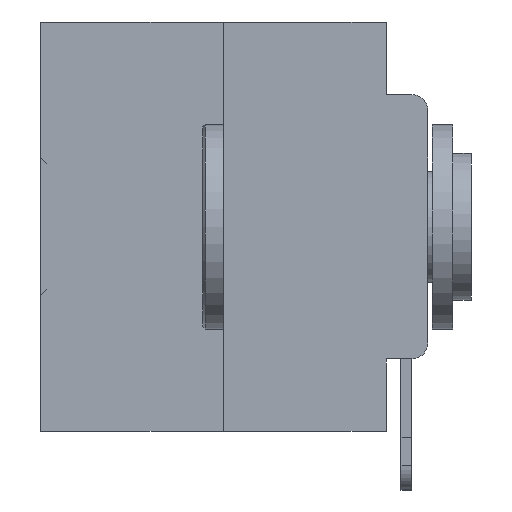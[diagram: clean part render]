
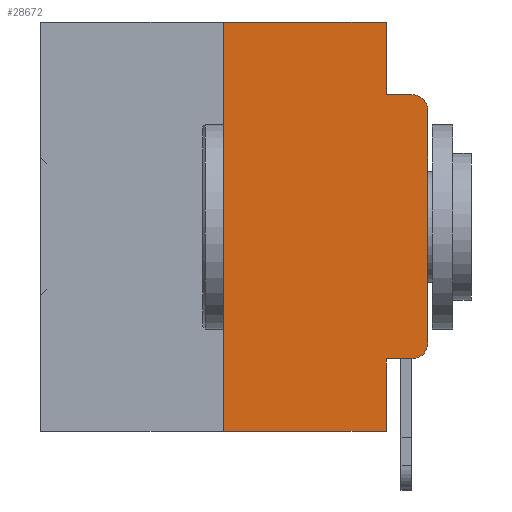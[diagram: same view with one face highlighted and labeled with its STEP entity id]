
A CAD part, left-side view. The second image highlights one B-rep face of the part: STEP entity #28672.
In plain terms, the highlighted planar face has unit normal (-1, 0, 0).
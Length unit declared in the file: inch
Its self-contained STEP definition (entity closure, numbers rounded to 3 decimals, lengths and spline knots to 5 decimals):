
#11 = CARTESIAN_POINT ( 'NONE',  ( 0., 0.051, 0. ) ) ;
#222 = LINE ( 'NONE', #21389, #35829 ) ;
#394 = CARTESIAN_POINT ( 'NONE',  ( 0., 0.25, 0. ) ) ;
#1799 = DIRECTION ( 'NONE',  ( 0., -1., 0. ) ) ;
#2220 = LINE ( 'NONE', #21069, #31366 ) ;
#2333 = LINE ( 'NONE', #32828, #30613 ) ;
#2472 = EDGE_CURVE ( 'NONE', #5932, #21716, #222, .T. ) ;
#4093 = CARTESIAN_POINT ( 'NONE',  ( 0., 0.051, -0.4115 ) ) ;
#4336 = EDGE_CURVE ( 'NONE', #35683, #31046, #2333, .T. ) ;
#4682 = VECTOR ( 'NONE', #19548, 39.37008 ) ;
#4764 = DIRECTION ( 'NONE',  ( 0., -1., 0. ) ) ;
#5932 = VERTEX_POINT ( 'NONE', #394 ) ;
#6172 = VECTOR ( 'NONE', #1799, 39.37008 ) ;
#6399 = DIRECTION ( 'NONE',  ( -1., 0., 0. ) ) ;
#6882 = CARTESIAN_POINT ( 'NONE',  ( 0., 0.051, -0.5 ) ) ;
#6969 = VECTOR ( 'NONE', #33528, 39.37008 ) ;
#7313 = AXIS2_PLACEMENT_3D ( 'NONE', #23490, #6399, #26287 ) ;
#7876 = LINE ( 'NONE', #19734, #6969 ) ;
#8277 = ORIENTED_EDGE ( 'NONE', *, *, #25751, .T. ) ;
#8334 = CARTESIAN_POINT ( 'NONE',  ( 0., 0.473, 0. ) ) ;
#8666 = VERTEX_POINT ( 'NONE', #22374 ) ;
#8750 = ORIENTED_EDGE ( 'NONE', *, *, #4336, .T. ) ;
#8870 = ORIENTED_EDGE ( 'NONE', *, *, #19982, .F. ) ;
#8975 = CARTESIAN_POINT ( 'NONE',  ( 0., 0.051, 0. ) ) ;
#9971 = EDGE_CURVE ( 'NONE', #8666, #16638, #13442, .T. ) ;
#10256 = ORIENTED_EDGE ( 'NONE', *, *, #24241, .T. ) ;
#11297 = ORIENTED_EDGE ( 'NONE', *, *, #22204, .F. ) ;
#11431 = ORIENTED_EDGE ( 'NONE', *, *, #25668, .F. ) ;
#11435 = DIRECTION ( 'NONE',  ( 0., 0., 1. ) ) ;
#11671 = EDGE_CURVE ( 'NONE', #21716, #20270, #15989, .T. ) ;
#11759 = VERTEX_POINT ( 'NONE', #20454 ) ;
#12087 = AXIS2_PLACEMENT_3D ( 'NONE', #8334, #17035, #36247 ) ;
#12362 = LINE ( 'NONE', #25015, #4682 ) ;
#12707 = ORIENTED_EDGE ( 'NONE', *, *, #9971, .T. ) ;
#12991 = CARTESIAN_POINT ( 'NONE',  ( 0., 0.02, -0.3915 ) ) ;
#13100 = CARTESIAN_POINT ( 'NONE',  ( 0., 0.02, -0.4115 ) ) ;
#13158 = CARTESIAN_POINT ( 'NONE',  ( 0., 0.051, -0.0885 ) ) ;
#13442 = CIRCLE ( 'NONE', #7313, 0.02 ) ;
#13534 = ORIENTED_EDGE ( 'NONE', *, *, #16501, .T. ) ;
#14613 = CARTESIAN_POINT ( 'NONE',  ( 0., 0.02, -0.0885 ) ) ;
#14947 = AXIS2_PLACEMENT_3D ( 'NONE', #12991, #32465, #15892 ) ;
#15892 = DIRECTION ( 'NONE',  ( 0., 0., -1. ) ) ;
#15989 = LINE ( 'NONE', #11, #22596 ) ;
#16259 = VECTOR ( 'NONE', #11435, 39.37008 ) ;
#16501 = EDGE_CURVE ( 'NONE', #11759, #8666, #7876, .T. ) ;
#16638 = VERTEX_POINT ( 'NONE', #14613 ) ;
#16873 = VERTEX_POINT ( 'NONE', #6882 ) ;
#17035 = DIRECTION ( 'NONE',  ( 1., 0., 0. ) ) ;
#19165 = ORIENTED_EDGE ( 'NONE', *, *, #2472, .F. ) ;
#19548 = DIRECTION ( 'NONE',  ( 0., 0., -1. ) ) ;
#19734 = CARTESIAN_POINT ( 'NONE',  ( 0., 0., 0. ) ) ;
#19739 = ORIENTED_EDGE ( 'NONE', *, *, #11671, .F. ) ;
#19982 = EDGE_CURVE ( 'NONE', #35683, #16873, #12362, .T. ) ;
#20106 = DIRECTION ( 'NONE',  ( 0., 0., -1. ) ) ;
#20270 = VERTEX_POINT ( 'NONE', #13158 ) ;
#20454 = CARTESIAN_POINT ( 'NONE',  ( 0., 0., -0.3915 ) ) ;
#21069 = CARTESIAN_POINT ( 'NONE',  ( 0., 0.051, -0.0885 ) ) ;
#21375 = LINE ( 'NONE', #35431, #6172 ) ;
#21389 = CARTESIAN_POINT ( 'NONE',  ( 0., 0.473, 0. ) ) ;
#21431 = VERTEX_POINT ( 'NONE', #24442 ) ;
#21716 = VERTEX_POINT ( 'NONE', #8975 ) ;
#22204 = EDGE_CURVE ( 'NONE', #21431, #5932, #23720, .T. ) ;
#22334 = CIRCLE ( 'NONE', #14947, 0.02 ) ;
#22374 = CARTESIAN_POINT ( 'NONE',  ( 0., 0., -0.1085 ) ) ;
#22596 = VECTOR ( 'NONE', #20106, 39.37008 ) ;
#23063 = FACE_OUTER_BOUND ( 'NONE', #35234, .T. ) ;
#23490 = CARTESIAN_POINT ( 'NONE',  ( 0., 0.02, -0.1085 ) ) ;
#23720 = LINE ( 'NONE', #36350, #16259 ) ;
#24241 = EDGE_CURVE ( 'NONE', #21431, #16873, #21375, .T. ) ;
#24442 = CARTESIAN_POINT ( 'NONE',  ( 0., 0.25, -0.5 ) ) ;
#25015 = CARTESIAN_POINT ( 'NONE',  ( 0., 0.051, 0. ) ) ;
#25668 = EDGE_CURVE ( 'NONE', #20270, #16638, #2220, .T. ) ;
#25751 = EDGE_CURVE ( 'NONE', #31046, #11759, #22334, .T. ) ;
#26287 = DIRECTION ( 'NONE',  ( 0., 0., -1. ) ) ;
#27103 = DIRECTION ( 'NONE',  ( 0., -1., 0. ) ) ;
#28672 = ADVANCED_FACE ( 'NONE', ( #23063 ), #33548, .F. ) ;
#30613 = VECTOR ( 'NONE', #4764, 39.37008 ) ;
#31046 = VERTEX_POINT ( 'NONE', #13100 ) ;
#31366 = VECTOR ( 'NONE', #34827, 39.37008 ) ;
#32465 = DIRECTION ( 'NONE',  ( -1., 0., 0. ) ) ;
#32828 = CARTESIAN_POINT ( 'NONE',  ( 0., 0.051, -0.4115 ) ) ;
#33528 = DIRECTION ( 'NONE',  ( 0., 0., 1. ) ) ;
#33548 = PLANE ( 'NONE',  #12087 ) ;
#34827 = DIRECTION ( 'NONE',  ( 0., -1., 0. ) ) ;
#35234 = EDGE_LOOP ( 'NONE', ( #13534, #12707, #11431, #19739, #19165, #11297, #10256, #8870, #8750, #8277 ) ) ;
#35431 = CARTESIAN_POINT ( 'NONE',  ( 0., 0.473, -0.5 ) ) ;
#35683 = VERTEX_POINT ( 'NONE', #4093 ) ;
#35829 = VECTOR ( 'NONE', #27103, 39.37008 ) ;
#36247 = DIRECTION ( 'NONE',  ( 0., 0., -1. ) ) ;
#36350 = CARTESIAN_POINT ( 'NONE',  ( 0., 0.25, 0. ) ) ;
